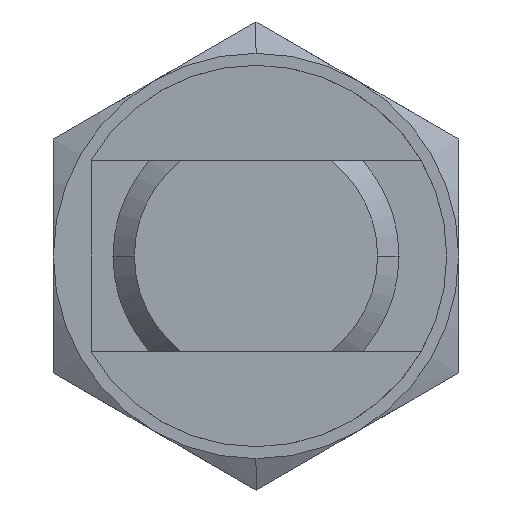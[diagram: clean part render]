
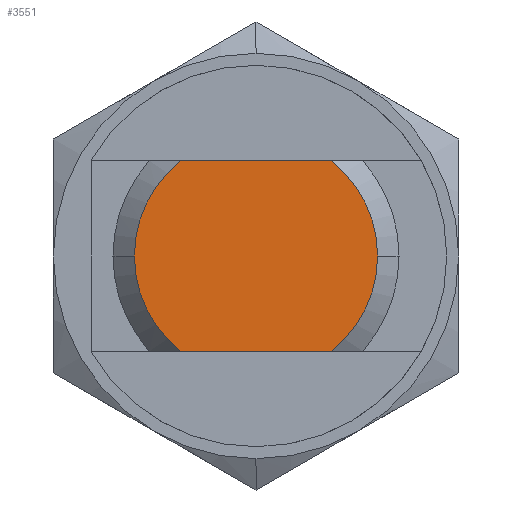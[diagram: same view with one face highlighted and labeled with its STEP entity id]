
A CAD part, front view. The second image highlights one B-rep face of the part: STEP entity #3551.
In plain terms, the highlighted planar face has unit normal (0, -1, 0).
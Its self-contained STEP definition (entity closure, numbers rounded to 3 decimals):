
#3318=CARTESIAN_POINT('',(-5.1,0.0,0.));
#3319=VERTEX_POINT('',#3318);
#3326=CARTESIAN_POINT('',(-3.164,0.0,4.0));
#3327=VERTEX_POINT('',#3326);
#3328=CARTESIAN_POINT('',(0.0,0.0,0.0));
#3329=DIRECTION('',(0.0,1.0,0.0));
#3330=DIRECTION('',(-1.0,0.0,0.0));
#3331=AXIS2_PLACEMENT_3D('',#3328,#3329,#3330);
#3332=CIRCLE('',#3331,5.1);
#3333=EDGE_CURVE('',#3319,#3327,#3332,.T.);
#3357=CARTESIAN_POINT('',(5.1,0.0,0.));
#3358=VERTEX_POINT('',#3357);
#3365=CARTESIAN_POINT('',(3.164,0.0,-4.0));
#3366=VERTEX_POINT('',#3365);
#3367=CARTESIAN_POINT('',(0.0,0.0,0.0));
#3368=DIRECTION('',(0.0,1.0,0.0));
#3369=DIRECTION('',(1.0,0.0,0.0));
#3370=AXIS2_PLACEMENT_3D('',#3367,#3368,#3369);
#3371=CIRCLE('',#3370,5.1);
#3372=EDGE_CURVE('',#3358,#3366,#3371,.T.);
#3406=CARTESIAN_POINT('',(3.164,0.0,4.0));
#3407=VERTEX_POINT('',#3406);
#3421=CARTESIAN_POINT('',(0.0,0.0,0.0));
#3422=DIRECTION('',(0.0,1.0,0.0));
#3423=DIRECTION('',(1.0,0.0,0.0));
#3424=AXIS2_PLACEMENT_3D('',#3421,#3422,#3423);
#3425=CIRCLE('',#3424,5.1);
#3426=EDGE_CURVE('',#3407,#3358,#3425,.T.);
#3437=CARTESIAN_POINT('',(-3.164,0.0,-4.0));
#3438=VERTEX_POINT('',#3437);
#3439=CARTESIAN_POINT('',(-3.164,0.0,-4.0));
#3440=DIRECTION('',(1.0,0.0,0.0));
#3441=VECTOR('',#3440,6.328);
#3442=LINE('',#3439,#3441);
#3443=EDGE_CURVE('',#3438,#3366,#3442,.T.);
#3527=CARTESIAN_POINT('',(-3.,0.0,0.0));
#3528=DIRECTION('',(0.0,-1.0,0.0));
#3529=DIRECTION('',(0.0,0.0,-1.0));
#3530=AXIS2_PLACEMENT_3D('',#3527,#3528,#3529);
#3531=PLANE('',#3530);
#3532=ORIENTED_EDGE('',*,*,#3426,.F.);
#3533=CARTESIAN_POINT('',(3.164,0.0,4.0));
#3534=DIRECTION('',(-1.0,0.0,0.0));
#3535=VECTOR('',#3534,6.328);
#3536=LINE('',#3533,#3535);
#3537=EDGE_CURVE('',#3407,#3327,#3536,.T.);
#3538=ORIENTED_EDGE('',*,*,#3537,.T.);
#3539=ORIENTED_EDGE('',*,*,#3333,.F.);
#3540=CARTESIAN_POINT('',(0.0,0.0,0.0));
#3541=DIRECTION('',(0.0,1.0,0.0));
#3542=DIRECTION('',(-1.0,0.0,0.0));
#3543=AXIS2_PLACEMENT_3D('',#3540,#3541,#3542);
#3544=CIRCLE('',#3543,5.1);
#3545=EDGE_CURVE('',#3438,#3319,#3544,.T.);
#3546=ORIENTED_EDGE('',*,*,#3545,.F.);
#3547=ORIENTED_EDGE('',*,*,#3443,.T.);
#3548=ORIENTED_EDGE('',*,*,#3372,.F.);
#3549=EDGE_LOOP('',(#3532,#3538,#3539,#3546,#3547,#3548));
#3550=FACE_OUTER_BOUND('',#3549,.T.);
#3551=ADVANCED_FACE('',(#3550),#3531,.T.);
